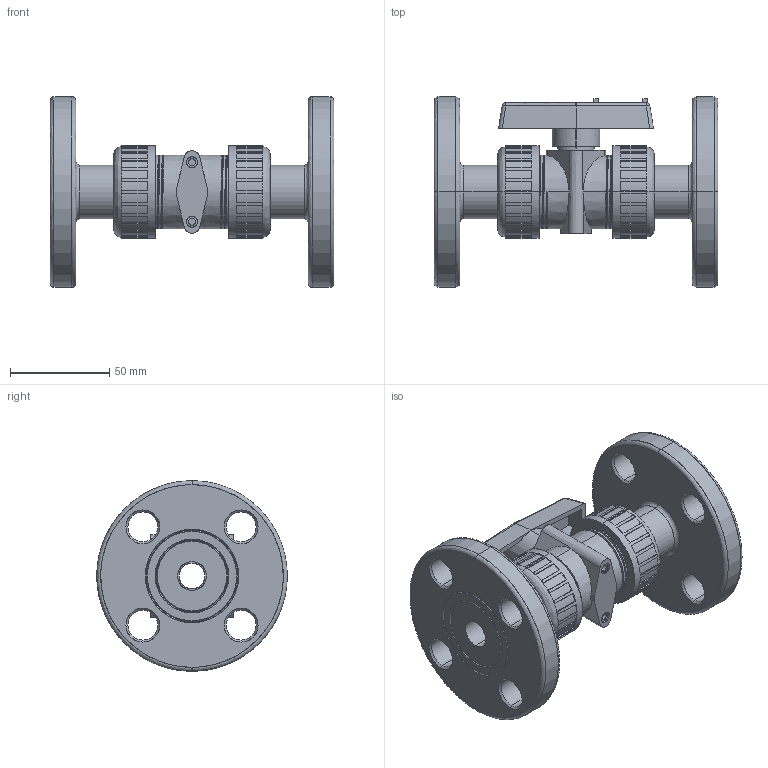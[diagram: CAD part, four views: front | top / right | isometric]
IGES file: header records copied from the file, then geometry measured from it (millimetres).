
Start section: SolidWorks IGES file using analytic representation for surfaces
Global section: file name: VP606_15A.IGS; native system: SolidWorks 2017; preprocessor: SolidWorks 2017; author: D1712-001!; date: 241008.105200; units: millimetre
Bounding box: 143 x 96 x 96 mm (x, y, z)
Surface area: 69547.3 mm2 (no closed solid volume)
Topology: 0 solids, 0 shells, 462 faces, 5536 edges, 5536 vertices
Faces by surface type: bspline 279, revolution 183
